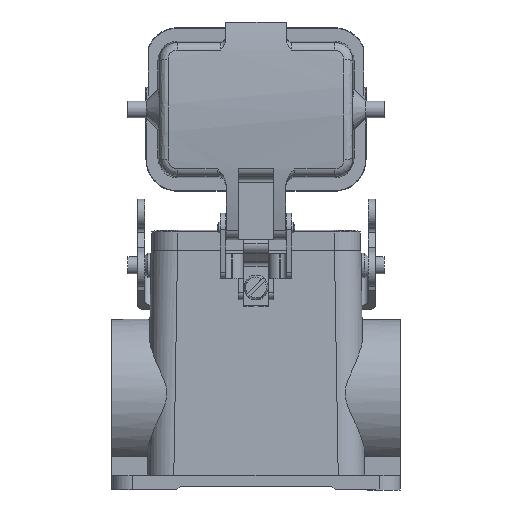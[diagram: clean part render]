
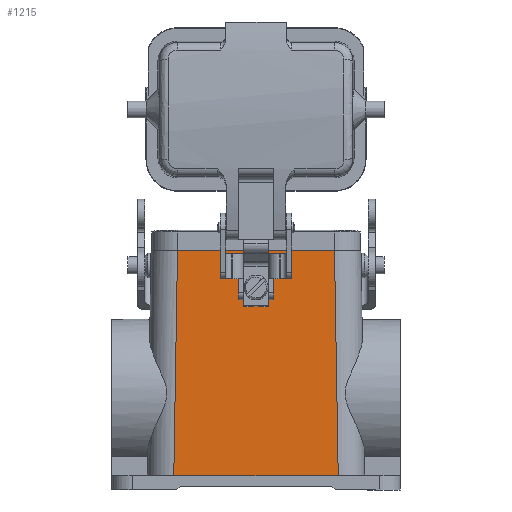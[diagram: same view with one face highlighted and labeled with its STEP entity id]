
A CAD part, front view. The second image highlights one B-rep face of the part: STEP entity #1215.
In plain terms, the highlighted planar face has unit normal (0, -1, 0.009).
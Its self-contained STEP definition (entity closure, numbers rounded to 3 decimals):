
#1015=CARTESIAN_POINT('',(0.0,-22.075,-58.25));
#1016=DIRECTION('',(0.0,-1.,0.009));
#1017=DIRECTION('',(0.0,-0.009,-1.));
#1018=AXIS2_PLACEMENT_3D('',#1015,#1016,#1017);
#1019=PLANE('',#1018);
#1020=CARTESIAN_POINT('',(-1.75,-21.511,4.45));
#1021=VERTEX_POINT('',#1020);
#1022=CARTESIAN_POINT('',(-1.75,-21.509,4.75));
#1023=VERTEX_POINT('',#1022);
#1024=CARTESIAN_POINT('',(-1.75,-21.511,4.45));
#1025=DIRECTION('',(0.0,0.009,1.));
#1026=VECTOR('',#1025,0.3);
#1027=LINE('',#1024,#1026);
#1028=EDGE_CURVE('',#1021,#1023,#1027,.T.);
#1029=ORIENTED_EDGE('',*,*,#1028,.F.);
#1030=CARTESIAN_POINT('',(-1.6,-21.511,4.45));
#1031=VERTEX_POINT('',#1030);
#1032=CARTESIAN_POINT('',(-1.6,-21.511,4.45));
#1033=DIRECTION('',(-1.0,0.0,0.0));
#1034=VECTOR('',#1033,0.15);
#1035=LINE('',#1032,#1034);
#1036=EDGE_CURVE('',#1031,#1021,#1035,.T.);
#1037=ORIENTED_EDGE('',*,*,#1036,.F.);
#1038=CARTESIAN_POINT('',(-1.6,-21.5,5.7));
#1039=VERTEX_POINT('',#1038);
#1040=CARTESIAN_POINT('',(-1.6,-21.5,5.7));
#1041=DIRECTION('',(0.0,-0.009,-1.));
#1042=VECTOR('',#1041,1.25);
#1043=LINE('',#1040,#1042);
#1044=EDGE_CURVE('',#1039,#1031,#1043,.T.);
#1045=ORIENTED_EDGE('',*,*,#1044,.F.);
#1046=CARTESIAN_POINT('',(-22.3,-21.5,5.7));
#1047=VERTEX_POINT('',#1046);
#1048=CARTESIAN_POINT('',(-22.3,-21.5,5.7));
#1049=DIRECTION('',(1.0,0.0,0.0));
#1050=VECTOR('',#1049,20.7);
#1051=LINE('',#1048,#1050);
#1052=EDGE_CURVE('',#1047,#1039,#1051,.T.);
#1053=ORIENTED_EDGE('',*,*,#1052,.F.);
#1054=CARTESIAN_POINT('',(-23.35,-22.075,-58.25));
#1055=VERTEX_POINT('',#1054);
#1056=CARTESIAN_POINT('',(-22.3,-21.5,5.7));
#1057=DIRECTION('',(-0.016,-0.009,-1.));
#1058=VECTOR('',#1057,63.961);
#1059=LINE('',#1056,#1058);
#1060=EDGE_CURVE('',#1047,#1055,#1059,.T.);
#1061=ORIENTED_EDGE('',*,*,#1060,.T.);
#1062=CARTESIAN_POINT('',(23.35,-22.075,-58.25));
#1063=VERTEX_POINT('',#1062);
#1064=CARTESIAN_POINT('',(-23.35,-22.075,-58.25));
#1065=DIRECTION('',(1.0,0.0,0.0));
#1066=VECTOR('',#1065,46.7);
#1067=LINE('',#1064,#1066);
#1068=EDGE_CURVE('',#1055,#1063,#1067,.T.);
#1069=ORIENTED_EDGE('',*,*,#1068,.T.);
#1070=CARTESIAN_POINT('',(22.3,-21.5,5.7));
#1071=VERTEX_POINT('',#1070);
#1072=CARTESIAN_POINT('',(23.35,-22.075,-58.25));
#1073=DIRECTION('',(-0.016,0.009,1.));
#1074=VECTOR('',#1073,63.961);
#1075=LINE('',#1072,#1074);
#1076=EDGE_CURVE('',#1063,#1071,#1075,.T.);
#1077=ORIENTED_EDGE('',*,*,#1076,.T.);
#1078=CARTESIAN_POINT('',(1.6,-21.5,5.7));
#1079=VERTEX_POINT('',#1078);
#1080=CARTESIAN_POINT('',(1.6,-21.5,5.7));
#1081=DIRECTION('',(1.0,0.0,0.0));
#1082=VECTOR('',#1081,20.7);
#1083=LINE('',#1080,#1082);
#1084=EDGE_CURVE('',#1079,#1071,#1083,.T.);
#1085=ORIENTED_EDGE('',*,*,#1084,.F.);
#1086=CARTESIAN_POINT('',(1.6,-21.511,4.45));
#1087=VERTEX_POINT('',#1086);
#1088=CARTESIAN_POINT('',(1.6,-21.511,4.45));
#1089=DIRECTION('',(0.,0.009,1.));
#1090=VECTOR('',#1089,1.25);
#1091=LINE('',#1088,#1090);
#1092=EDGE_CURVE('',#1087,#1079,#1091,.T.);
#1093=ORIENTED_EDGE('',*,*,#1092,.F.);
#1094=CARTESIAN_POINT('',(1.75,-21.511,4.45));
#1095=VERTEX_POINT('',#1094);
#1096=CARTESIAN_POINT('',(1.75,-21.511,4.45));
#1097=DIRECTION('',(-1.0,0.0,0.0));
#1098=VECTOR('',#1097,0.15);
#1099=LINE('',#1096,#1098);
#1100=EDGE_CURVE('',#1095,#1087,#1099,.T.);
#1101=ORIENTED_EDGE('',*,*,#1100,.F.);
#1102=CARTESIAN_POINT('',(1.75,-21.509,4.75));
#1103=VERTEX_POINT('',#1102);
#1104=CARTESIAN_POINT('',(1.75,-21.509,4.75));
#1105=DIRECTION('',(0.0,-0.009,-1.));
#1106=VECTOR('',#1105,0.3);
#1107=LINE('',#1104,#1106);
#1108=EDGE_CURVE('',#1103,#1095,#1107,.T.);
#1109=ORIENTED_EDGE('',*,*,#1108,.F.);
#1110=CARTESIAN_POINT('',(3.6,-21.509,4.75));
#1111=VERTEX_POINT('',#1110);
#1112=CARTESIAN_POINT('',(3.6,-21.509,4.75));
#1113=DIRECTION('',(-1.0,0.0,0.0));
#1114=VECTOR('',#1113,1.85);
#1115=LINE('',#1112,#1114);
#1116=EDGE_CURVE('',#1111,#1103,#1115,.T.);
#1117=ORIENTED_EDGE('',*,*,#1116,.F.);
#1118=CARTESIAN_POINT('',(3.6,-21.625,-8.25));
#1119=VERTEX_POINT('',#1118);
#1120=CARTESIAN_POINT('',(3.6,-21.509,4.75));
#1121=DIRECTION('',(0.,-0.009,-1.));
#1122=VECTOR('',#1121,13.);
#1123=LINE('',#1120,#1122);
#1124=EDGE_CURVE('',#1111,#1119,#1123,.T.);
#1125=ORIENTED_EDGE('',*,*,#1124,.T.);
#1126=CARTESIAN_POINT('',(3.5,-21.625,-8.25));
#1127=VERTEX_POINT('',#1126);
#1128=CARTESIAN_POINT('',(3.5,-21.625,-8.25));
#1129=DIRECTION('',(1.0,0.0,0.0));
#1130=VECTOR('',#1129,0.1);
#1131=LINE('',#1128,#1130);
#1132=EDGE_CURVE('',#1127,#1119,#1131,.T.);
#1133=ORIENTED_EDGE('',*,*,#1132,.F.);
#1134=CARTESIAN_POINT('',(3.5,-21.643,-10.25));
#1135=VERTEX_POINT('',#1134);
#1136=CARTESIAN_POINT('',(3.5,-21.643,-10.25));
#1137=DIRECTION('',(0.0,0.009,1.));
#1138=VECTOR('',#1137,2.);
#1139=LINE('',#1136,#1138);
#1140=EDGE_CURVE('',#1135,#1127,#1139,.T.);
#1141=ORIENTED_EDGE('',*,*,#1140,.F.);
#1142=CARTESIAN_POINT('',(0.707,-21.643,-10.25));
#1143=VERTEX_POINT('',#1142);
#1144=CARTESIAN_POINT('',(0.707,-21.643,-10.25));
#1145=DIRECTION('',(1.0,0.0,0.0));
#1146=VECTOR('',#1145,2.793);
#1147=LINE('',#1144,#1146);
#1148=EDGE_CURVE('',#1143,#1135,#1147,.T.);
#1149=ORIENTED_EDGE('',*,*,#1148,.F.);
#1150=CARTESIAN_POINT('',(0.354,-21.64,-9.896));
#1151=VERTEX_POINT('',#1150);
#1152=CARTESIAN_POINT('',(0.354,-21.64,-9.896));
#1153=DIRECTION('',(0.707,-0.006,-0.707));
#1154=VECTOR('',#1153,0.5);
#1155=LINE('',#1152,#1154);
#1156=EDGE_CURVE('',#1151,#1143,#1155,.T.);
#1157=ORIENTED_EDGE('',*,*,#1156,.F.);
#1158=CARTESIAN_POINT('',(-0.354,-21.64,-9.896));
#1159=VERTEX_POINT('',#1158);
#1160=CARTESIAN_POINT('',(0.,-21.643,-10.25));
#1161=DIRECTION('',(0.0,1.,-0.009));
#1162=DIRECTION('',(0.,0.009,1.));
#1163=AXIS2_PLACEMENT_3D('',#1160,#1161,#1162);
#1164=CIRCLE('',#1163,0.5);
#1165=EDGE_CURVE('',#1159,#1151,#1164,.T.);
#1166=ORIENTED_EDGE('',*,*,#1165,.F.);
#1167=CARTESIAN_POINT('',(-0.707,-21.643,-10.25));
#1168=VERTEX_POINT('',#1167);
#1169=CARTESIAN_POINT('',(-0.707,-21.643,-10.25));
#1170=DIRECTION('',(0.707,0.006,0.707));
#1171=VECTOR('',#1170,0.5);
#1172=LINE('',#1169,#1171);
#1173=EDGE_CURVE('',#1168,#1159,#1172,.T.);
#1174=ORIENTED_EDGE('',*,*,#1173,.F.);
#1175=CARTESIAN_POINT('',(-3.5,-21.643,-10.25));
#1176=VERTEX_POINT('',#1175);
#1177=CARTESIAN_POINT('',(-3.5,-21.643,-10.25));
#1178=DIRECTION('',(1.0,0.0,0.0));
#1179=VECTOR('',#1178,2.793);
#1180=LINE('',#1177,#1179);
#1181=EDGE_CURVE('',#1176,#1168,#1180,.T.);
#1182=ORIENTED_EDGE('',*,*,#1181,.F.);
#1183=CARTESIAN_POINT('',(-3.5,-21.625,-8.25));
#1184=VERTEX_POINT('',#1183);
#1185=CARTESIAN_POINT('',(-3.5,-21.625,-8.25));
#1186=DIRECTION('',(0.,-0.009,-1.));
#1187=VECTOR('',#1186,2.);
#1188=LINE('',#1185,#1187);
#1189=EDGE_CURVE('',#1184,#1176,#1188,.T.);
#1190=ORIENTED_EDGE('',*,*,#1189,.F.);
#1191=CARTESIAN_POINT('',(-3.6,-21.625,-8.25));
#1192=VERTEX_POINT('',#1191);
#1193=CARTESIAN_POINT('',(-3.6,-21.625,-8.25));
#1194=DIRECTION('',(1.0,0.0,0.0));
#1195=VECTOR('',#1194,0.1);
#1196=LINE('',#1193,#1195);
#1197=EDGE_CURVE('',#1192,#1184,#1196,.T.);
#1198=ORIENTED_EDGE('',*,*,#1197,.F.);
#1199=CARTESIAN_POINT('',(-3.6,-21.509,4.75));
#1200=VERTEX_POINT('',#1199);
#1201=CARTESIAN_POINT('',(-3.6,-21.625,-8.25));
#1202=DIRECTION('',(0.0,0.009,1.));
#1203=VECTOR('',#1202,13.);
#1204=LINE('',#1201,#1203);
#1205=EDGE_CURVE('',#1192,#1200,#1204,.T.);
#1206=ORIENTED_EDGE('',*,*,#1205,.T.);
#1207=CARTESIAN_POINT('',(-1.75,-21.509,4.75));
#1208=DIRECTION('',(-1.0,0.0,0.0));
#1209=VECTOR('',#1208,1.85);
#1210=LINE('',#1207,#1209);
#1211=EDGE_CURVE('',#1023,#1200,#1210,.T.);
#1212=ORIENTED_EDGE('',*,*,#1211,.F.);
#1213=EDGE_LOOP('',(#1029,#1037,#1045,#1053,#1061,#1069,#1077,#1085,#1093,#1101,#1109,#1117,#1125,#1133,#1141,#1149,#1157,#1166,#1174,#1182,#1190,#1198,#1206,#1212));
#1214=FACE_OUTER_BOUND('',#1213,.T.);
#1215=ADVANCED_FACE('',(#1214),#1019,.T.);
